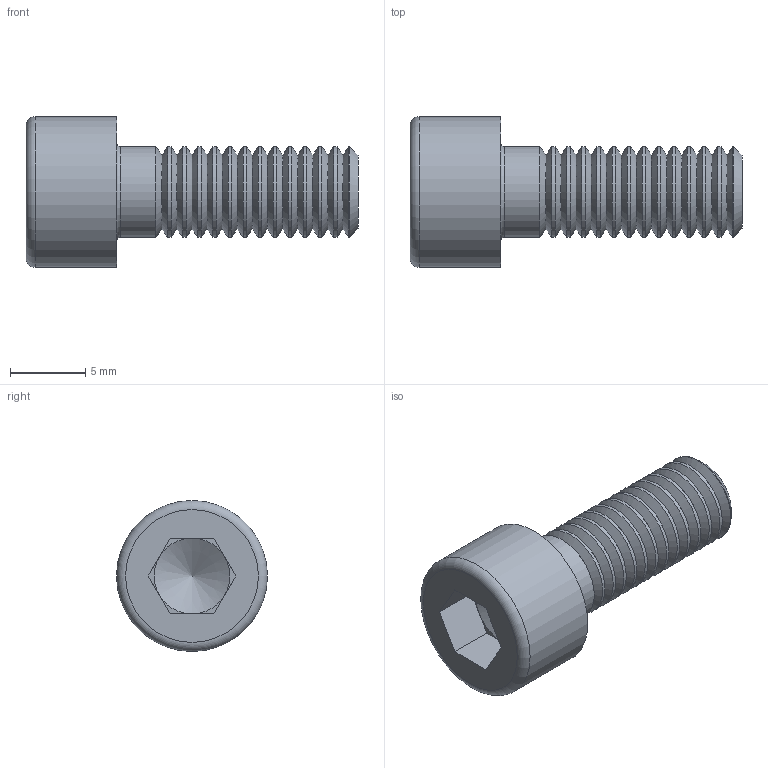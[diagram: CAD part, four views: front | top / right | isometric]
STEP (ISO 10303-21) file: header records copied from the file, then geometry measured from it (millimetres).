
FILE_DESCRIPTION (( 'STEP AP203' ), '1' );
FILE_NAME ('Âèíò ñ âíóòðåííèì øåñòèãðàííèêîì DIN912 M6x14 (ïîëíàÿ ðåçüáà).STEP', '2024-02-27T10:21:21', ( '' ), ( '' ), 'SwSTEP 2.0', 'SolidWorks 2021', '' );
FILE_SCHEMA (( 'CONFIG_CONTROL_DESIGN' ));
Length unit declared in the file: millimetre
Products named in the file (1): Âèíò ñ âíóòðåííèì øåñòèãðàííèêîì DIN912 M6x14 (ïîëíàÿ ðåçüáà)
Bounding box: 22 x 10 x 10 mm (x, y, z)
Volume: 794.3 mm3; surface area: 796.4 mm2
Topology: 1 solids, 1 shells, 60 faces, 124 edges, 67 vertices
Faces by surface type: cone 28, plane 15, cylinder 15, torus 2
Full cylindrical faces by diameter (mm): 6 x14, 10 x1
Entity records: 1369 total; most frequent: DIRECTION 250, CARTESIAN_POINT 201, ORIENTED_EDGE 152, AXIS2_PLACEMENT_3D 113, EDGE_LOOP 106, FACE_OUTER_BOUND 77, EDGE_CURVE 76, VERTEX_POINT 64
